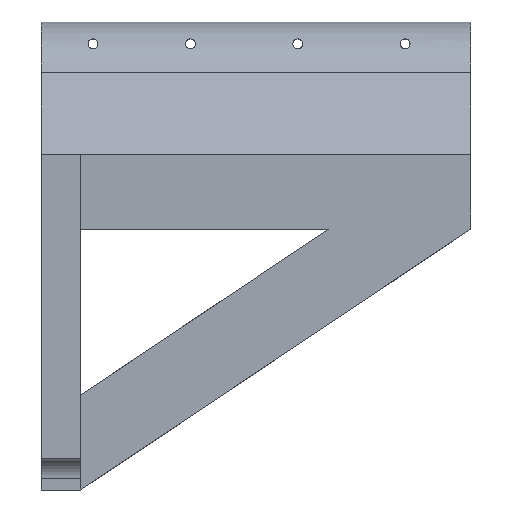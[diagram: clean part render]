
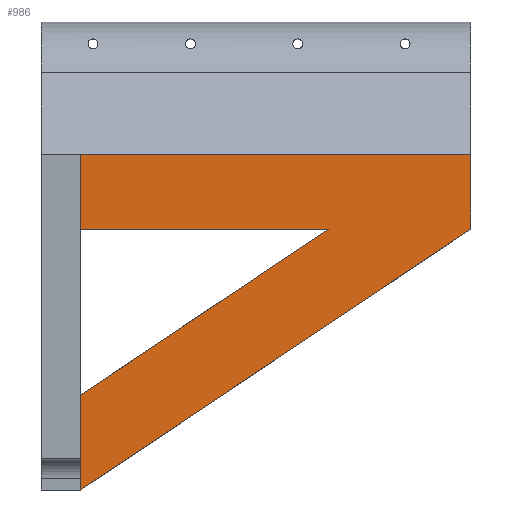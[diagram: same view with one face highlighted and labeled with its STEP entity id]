
A CAD part, left-side view. The second image highlights one B-rep face of the part: STEP entity #986.
In plain terms, the highlighted planar face has unit normal (-1, 0, 0).
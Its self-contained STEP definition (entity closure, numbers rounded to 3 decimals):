
#137=FACE_OUTER_BOUND('',#184,.T.);
#184=EDGE_LOOP('',(#685,#686,#687,#688,#689,#690,#691));
#274=LINE('',#1422,#361);
#276=LINE('',#1427,#363);
#277=LINE('',#1429,#364);
#278=LINE('',#1431,#365);
#279=LINE('',#1433,#366);
#280=LINE('',#1434,#367);
#281=LINE('',#1435,#368);
#361=VECTOR('',#1145,10.);
#363=VECTOR('',#1149,10.);
#364=VECTOR('',#1150,10.);
#365=VECTOR('',#1151,10.);
#366=VECTOR('',#1152,10.);
#367=VECTOR('',#1153,10.);
#368=VECTOR('',#1154,10.);
#448=VERTEX_POINT('',#1419);
#449=VERTEX_POINT('',#1421);
#450=VERTEX_POINT('',#1425);
#451=VERTEX_POINT('',#1426);
#452=VERTEX_POINT('',#1428);
#453=VERTEX_POINT('',#1430);
#454=VERTEX_POINT('',#1432);
#542=EDGE_CURVE('',#448,#449,#274,.T.);
#544=EDGE_CURVE('',#450,#451,#276,.T.);
#545=EDGE_CURVE('',#452,#450,#277,.T.);
#546=EDGE_CURVE('',#453,#452,#278,.T.);
#547=EDGE_CURVE('',#454,#453,#279,.T.);
#548=EDGE_CURVE('',#449,#454,#280,.T.);
#549=EDGE_CURVE('',#451,#448,#281,.T.);
#685=ORIENTED_EDGE('',*,*,#544,.F.);
#686=ORIENTED_EDGE('',*,*,#545,.F.);
#687=ORIENTED_EDGE('',*,*,#546,.F.);
#688=ORIENTED_EDGE('',*,*,#547,.F.);
#689=ORIENTED_EDGE('',*,*,#548,.F.);
#690=ORIENTED_EDGE('',*,*,#542,.F.);
#691=ORIENTED_EDGE('',*,*,#549,.F.);
#964=PLANE('',#1047);
#986=ADVANCED_FACE('',(#137),#964,.F.);
#1047=AXIS2_PLACEMENT_3D('',#1424,#1147,#1148);
#1145=DIRECTION('',(0.,-1.,0.));
#1147=DIRECTION('center_axis',(1.,0.,0.));
#1148=DIRECTION('ref_axis',(0.,0.,-1.));
#1149=DIRECTION('',(0.,1.,0.));
#1150=DIRECTION('',(0.,-0.831,0.556));
#1151=DIRECTION('',(0.,0.,1.));
#1152=DIRECTION('',(0.,0.831,-0.556));
#1153=DIRECTION('',(0.,0.,-1.));
#1154=DIRECTION('',(0.,0.,1.));
#1419=CARTESIAN_POINT('',(7.513,-10.,18.75));
#1421=CARTESIAN_POINT('',(7.513,-110.,18.75));
#1422=CARTESIAN_POINT('',(7.513,-10.,18.75));
#1424=CARTESIAN_POINT('Origin',(7.513,-60.,-24.25));
#1425=CARTESIAN_POINT('',(7.513,-73.634,-0.394));
#1426=CARTESIAN_POINT('',(7.513,-10.,-0.394));
#1427=CARTESIAN_POINT('',(7.513,-35.,-0.394));
#1428=CARTESIAN_POINT('',(7.513,-10.,-42.937));
#1429=CARTESIAN_POINT('',(7.513,-63.412,-7.228));
#1430=CARTESIAN_POINT('',(7.513,-10.,-67.25));
#1431=CARTESIAN_POINT('',(7.513,-10.,-67.25));
#1432=CARTESIAN_POINT('',(7.513,-110.,-0.394));
#1433=CARTESIAN_POINT('',(7.513,-37.211,-49.058));
#1434=CARTESIAN_POINT('',(7.513,-110.,-7.536));
#1435=CARTESIAN_POINT('',(7.513,-10.,-67.25));
